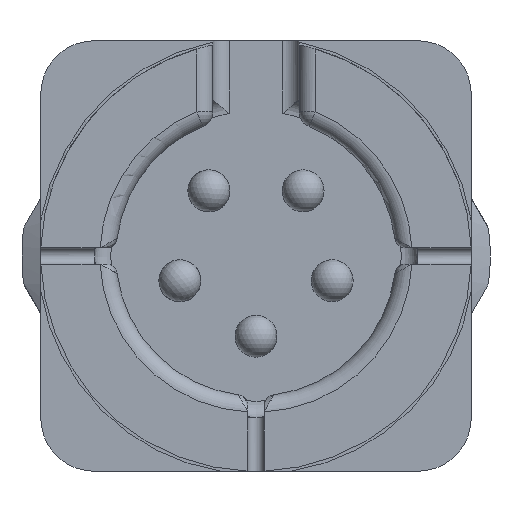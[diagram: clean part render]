
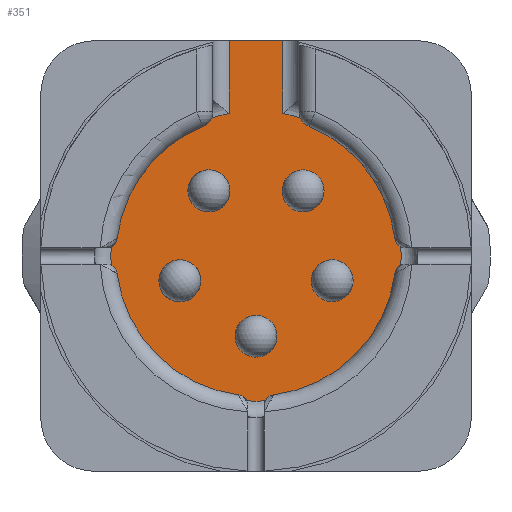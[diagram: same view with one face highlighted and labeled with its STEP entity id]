
A CAD part, left-side view. The second image highlights one B-rep face of the part: STEP entity #351.
In plain terms, the highlighted planar face has unit normal (-1, 0, 0).
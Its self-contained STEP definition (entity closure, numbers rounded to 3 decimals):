
#217=PLANE('',#2261);
#253=FACE_BOUND('',#651,.T.);
#254=FACE_BOUND('',#652,.T.);
#255=FACE_BOUND('',#653,.T.);
#256=FACE_BOUND('',#654,.T.);
#257=FACE_BOUND('',#655,.T.);
#258=FACE_BOUND('',#656,.T.);
#351=ADVANCED_FACE('',(#253,#254,#255,#256,#257,#258),#217,.F.);
#651=EDGE_LOOP('',(#1191));
#652=EDGE_LOOP('',(#1192));
#653=EDGE_LOOP('',(#1193));
#654=EDGE_LOOP('',(#1194));
#655=EDGE_LOOP('',(#1195));
#656=EDGE_LOOP('',(#1196,#1197,#1198,#1199));
#808=CIRCLE('',#2248,2.7);
#814=CIRCLE('',#2256,0.39);
#815=CIRCLE('',#2257,0.39);
#816=CIRCLE('',#2258,0.39);
#817=CIRCLE('',#2259,0.39);
#818=CIRCLE('',#2260,0.39);
#1191=ORIENTED_EDGE('',*,*,#1857,.T.);
#1192=ORIENTED_EDGE('',*,*,#1858,.T.);
#1193=ORIENTED_EDGE('',*,*,#1859,.T.);
#1194=ORIENTED_EDGE('',*,*,#1860,.T.);
#1195=ORIENTED_EDGE('',*,*,#1861,.T.);
#1196=ORIENTED_EDGE('',*,*,#1835,.T.);
#1197=ORIENTED_EDGE('',*,*,#1862,.T.);
#1198=ORIENTED_EDGE('',*,*,#1849,.T.);
#1199=ORIENTED_EDGE('',*,*,#1863,.T.);
#1581=VERTEX_POINT('',#3961);
#1582=VERTEX_POINT('',#3963);
#1588=VERTEX_POINT('',#4030);
#1589=VERTEX_POINT('',#4031);
#1591=VERTEX_POINT('',#4079);
#1592=VERTEX_POINT('',#4081);
#1593=VERTEX_POINT('',#4083);
#1594=VERTEX_POINT('',#4085);
#1595=VERTEX_POINT('',#4087);
#1835=EDGE_CURVE('',#1582,#1581,#1999,.T.);
#1849=EDGE_CURVE('',#1588,#1589,#808,.T.);
#1857=EDGE_CURVE('',#1591,#1591,#814,.T.);
#1858=EDGE_CURVE('',#1592,#1592,#815,.T.);
#1859=EDGE_CURVE('',#1593,#1593,#816,.T.);
#1860=EDGE_CURVE('',#1594,#1594,#817,.T.);
#1861=EDGE_CURVE('',#1595,#1595,#818,.T.);
#1862=EDGE_CURVE('',#1581,#1588,#2004,.T.);
#1863=EDGE_CURVE('',#1589,#1582,#2005,.T.);
#1999=LINE('',#3962,#2103);
#2004=LINE('',#4088,#2108);
#2005=LINE('',#4089,#2109);
#2103=VECTOR('',#2656,1.);
#2108=VECTOR('',#2709,1.);
#2109=VECTOR('',#2710,1.);
#2248=AXIS2_PLACEMENT_3D('',#4029,#2683,#2684);
#2256=AXIS2_PLACEMENT_3D('',#4078,#2699,#2700);
#2257=AXIS2_PLACEMENT_3D('',#4080,#2701,#2702);
#2258=AXIS2_PLACEMENT_3D('',#4082,#2703,#2704);
#2259=AXIS2_PLACEMENT_3D('',#4084,#2705,#2706);
#2260=AXIS2_PLACEMENT_3D('',#4086,#2707,#2708);
#2261=AXIS2_PLACEMENT_3D('',#4090,#2711,#2712);
#2656=DIRECTION('',(0.,1.,0.));
#2683=DIRECTION('',(-1.,0.,0.));
#2684=DIRECTION('',(0.,0.,-1.));
#2699=DIRECTION('',(1.,0.,0.));
#2700=DIRECTION('',(0.,0.,-1.));
#2701=DIRECTION('',(1.,0.,0.));
#2702=DIRECTION('',(0.,0.,-1.));
#2703=DIRECTION('',(1.,0.,0.));
#2704=DIRECTION('',(0.,0.,-1.));
#2705=DIRECTION('',(1.,0.,0.));
#2706=DIRECTION('',(0.,0.,-1.));
#2707=DIRECTION('',(1.,0.,0.));
#2708=DIRECTION('',(0.,0.,-1.));
#2709=DIRECTION('',(0.,0.,-1.));
#2710=DIRECTION('',(0.,0.,1.));
#2711=DIRECTION('',(1.,0.,0.));
#2712=DIRECTION('',(0.,0.,-1.));
#3961=CARTESIAN_POINT('',(4.5,0.5,4.));
#3962=CARTESIAN_POINT('',(4.5,4.,4.));
#3963=CARTESIAN_POINT('',(4.5,-0.5,4.));
#4029=CARTESIAN_POINT('',(4.5,0.,0.));
#4030=CARTESIAN_POINT('',(4.5,0.5,2.653));
#4031=CARTESIAN_POINT('',(4.5,-0.5,2.653));
#4078=CARTESIAN_POINT('',(4.5,0.,-1.49));
#4079=CARTESIAN_POINT('',(4.5,0.,-1.88));
#4080=CARTESIAN_POINT('',(4.5,-1.415,-0.46));
#4081=CARTESIAN_POINT('',(4.5,-1.415,-0.85));
#4082=CARTESIAN_POINT('',(4.5,1.415,-0.46));
#4083=CARTESIAN_POINT('',(4.5,1.415,-0.85));
#4084=CARTESIAN_POINT('',(4.5,0.875,1.21));
#4085=CARTESIAN_POINT('',(4.5,0.875,0.82));
#4086=CARTESIAN_POINT('',(4.5,-0.875,1.21));
#4087=CARTESIAN_POINT('',(4.5,-0.875,0.82));
#4088=CARTESIAN_POINT('',(4.5,0.5,0.));
#4089=CARTESIAN_POINT('',(4.5,-0.5,0.));
#4090=CARTESIAN_POINT('',(4.5,0.,0.));
